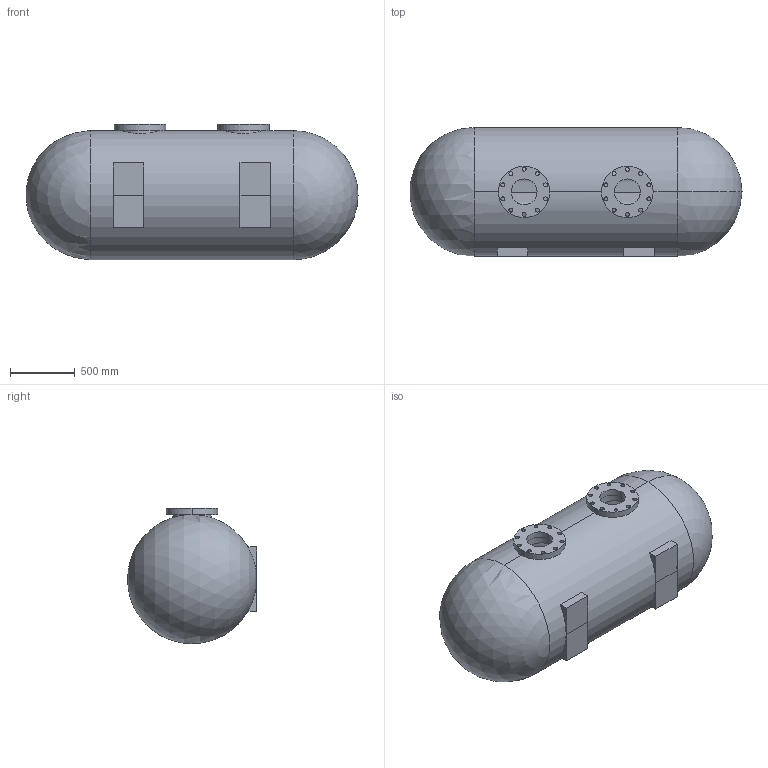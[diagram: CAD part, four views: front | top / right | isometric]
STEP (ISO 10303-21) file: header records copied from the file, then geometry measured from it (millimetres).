
FILE_DESCRIPTION (( 'STEP AP214' ), '1' );
FILE_NAME ('pressure vessel cor.STEP', '2025-07-11T14:17:44', ( '' ), ( '' ), 'SwSTEP 2.0', 'SolidWorks 2023', '' );
FILE_SCHEMA (( 'AUTOMOTIVE_DESIGN' ));
Length unit declared in the file: millimetre
Products named in the file (1): pressure vessel cor
Bounding box: 2573.35 x 1000 x 1050 mm (x, y, z)
Volume: 388505810.8 mm3; surface area: 16280530.7 mm2
Topology: 7 solids, 7 shells, 92 faces, 234 edges, 148 vertices
Faces by surface type: cylinder 64, plane 22, sphere 6
Entity records: 3593 total; most frequent: CARTESIAN_POINT 1195, DIRECTION 518, ORIENTED_EDGE 436, EDGE_CURVE 218, AXIS2_PLACEMENT_3D 215, VERTEX_POINT 140, EDGE_LOOP 138, CIRCLE 122
